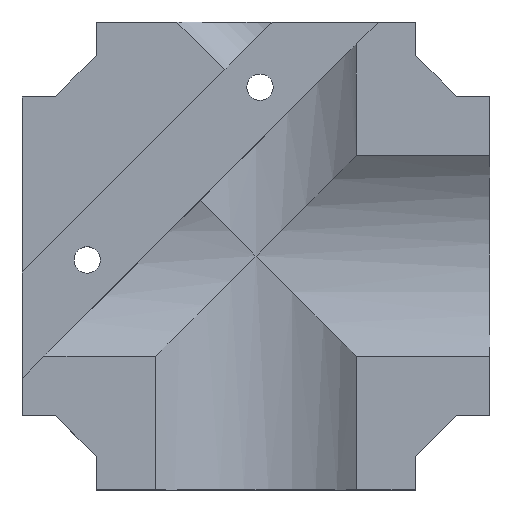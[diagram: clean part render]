
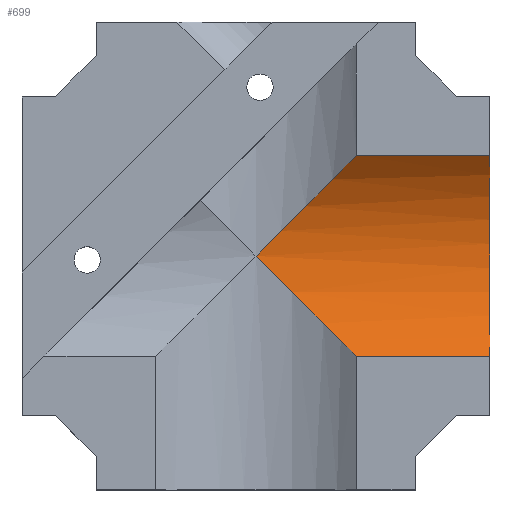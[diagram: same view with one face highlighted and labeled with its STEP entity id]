
A CAD part, top view. The second image highlights one B-rep face of the part: STEP entity #699.
In plain terms, the highlighted cylindrical face has radius 16 mm (diameter 32 mm), a partial arc.
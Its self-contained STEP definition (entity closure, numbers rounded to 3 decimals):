
#56=FACE_OUTER_BOUND('',#95,.T.);
#95=EDGE_LOOP('',(#510,#511,#512,#513,#514));
#135=ELLIPSE('',#755,22.627,16.);
#140=ELLIPSE('',#761,22.627,16.);
#145=CIRCLE('',#768,16.);
#162=LINE('',#1045,#242);
#169=LINE('',#1063,#249);
#242=VECTOR('',#843,10.);
#249=VECTOR('',#858,10.);
#319=VERTEX_POINT('',#1022);
#320=VERTEX_POINT('',#1024);
#322=VERTEX_POINT('',#1029);
#327=VERTEX_POINT('',#1044);
#334=VERTEX_POINT('',#1062);
#385=EDGE_CURVE('',#320,#319,#135,.T.);
#391=EDGE_CURVE('',#322,#320,#140,.T.);
#395=EDGE_CURVE('',#322,#327,#162,.T.);
#404=EDGE_CURVE('',#334,#319,#169,.T.);
#405=EDGE_CURVE('',#327,#334,#145,.T.);
#510=ORIENTED_EDGE('',*,*,#391,.T.);
#511=ORIENTED_EDGE('',*,*,#385,.T.);
#512=ORIENTED_EDGE('',*,*,#404,.F.);
#513=ORIENTED_EDGE('',*,*,#405,.F.);
#514=ORIENTED_EDGE('',*,*,#395,.F.);
#688=CYLINDRICAL_SURFACE('',#767,16.);
#699=ADVANCED_FACE('',(#56),#688,.F.);
#755=AXIS2_PLACEMENT_3D('',#1025,#821,#822);
#761=AXIS2_PLACEMENT_3D('',#1036,#834,#835);
#767=AXIS2_PLACEMENT_3D('',#1061,#856,#857);
#768=AXIS2_PLACEMENT_3D('',#1064,#859,#860);
#821=DIRECTION('center_axis',(-0.707,-0.707,0.));
#822=DIRECTION('ref_axis',(0.707,-0.707,0.));
#834=DIRECTION('center_axis',(-0.707,0.707,0.));
#835=DIRECTION('ref_axis',(0.707,0.707,0.));
#843=DIRECTION('',(1.,0.,0.));
#856=DIRECTION('center_axis',(-1.,0.,0.));
#857=DIRECTION('ref_axis',(0.,0.,-1.));
#858=DIRECTION('',(-1.,0.,0.));
#859=DIRECTION('center_axis',(-1.,0.,0.));
#860=DIRECTION('ref_axis',(0.,0.,-1.));
#1022=CARTESIAN_POINT('',(-10.235,10.235,15.));
#1024=CARTESIAN_POINT('',(-20.93,20.93,10.9));
#1025=CARTESIAN_POINT('Origin',(-20.93,20.93,26.9));
#1029=CARTESIAN_POINT('',(-10.235,31.625,15.));
#1036=CARTESIAN_POINT('Origin',(-20.93,20.93,26.9));
#1044=CARTESIAN_POINT('',(3.97,31.625,15.));
#1045=CARTESIAN_POINT('',(3.97,31.625,15.));
#1061=CARTESIAN_POINT('Origin',(3.97,20.93,26.9));
#1062=CARTESIAN_POINT('',(3.97,10.235,15.));
#1063=CARTESIAN_POINT('',(3.97,10.235,15.));
#1064=CARTESIAN_POINT('Origin',(3.97,20.93,26.9));
